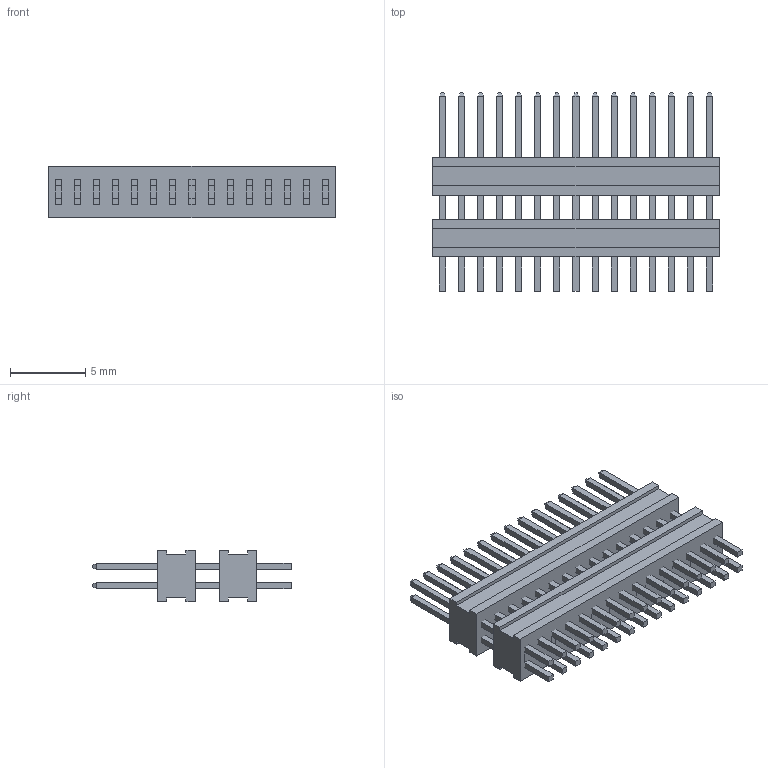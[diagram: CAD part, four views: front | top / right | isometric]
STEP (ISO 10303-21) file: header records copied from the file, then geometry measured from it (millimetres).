
FILE_DESCRIPTION(/* description */ ('STEP AP214'),/* implementation_level */ '2;1');
FILE_NAME(/* name */ 'FW-15-04-H-D-260-170',/* time_stamp */ '2024-01-14T22:48:29+01:00',/* author */ ('License CC BY-ND 4.0'),/* organization */ ('CADENAS'),/* preprocessor_version */ 'ST-DEVELOPER v19.3',/* originating_system */ 'PARTsolutions',/* authorisation */ ' ');
FILE_SCHEMA (('AUTOMOTIVE_DESIGN {1 0 10303 214 3 1 1}'));
Length unit declared in the file: inch
Products named in the file (5): FW-15-04-H-D-260-170; FW-15-04-H-D-260-170_top_body; FW-15-04-H-D-260-260_pins2; FW-15-04-H-D-260-170_pins1; FW-15-04-H-D-260-170_bottom_body
Assembly tree (4 placements, depth 2):
  FW-15-04-H-D-260-170
    FW-15-04-H-D-260-170_top_body
    FW-15-04-H-D-260-260_pins2
    FW-15-04-H-D-260-170_pins1
    FW-15-04-H-D-260-170_bottom_body
Bounding box: 19.05 x 13.21 x 3.43 mm (x, y, z)
Volume: 382.3 mm3; surface area: 1285.4 mm2
Topology: 4 solids, 4 shells, 392 faces, 1032 edges, 648 vertices
Faces by surface type: plane 392
Entity records: 11806 total; most frequent: CARTESIAN_POINT 2077, ORIENTED_EDGE 2064, DIRECTION 1826, EDGE_CURVE 1032, LINE 1032, VECTOR 1032, VERTEX_POINT 648, AXIS2_PLACEMENT_3D 397
